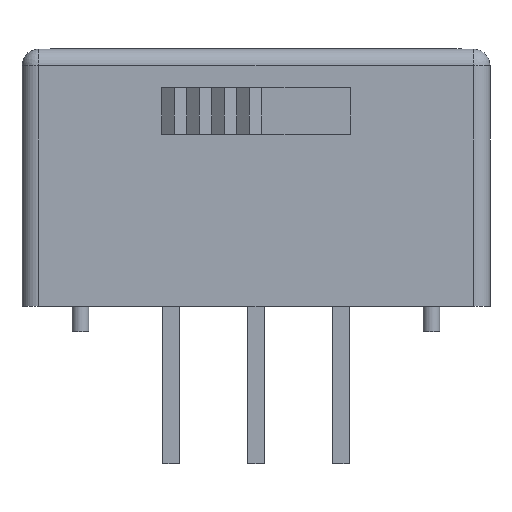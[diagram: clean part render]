
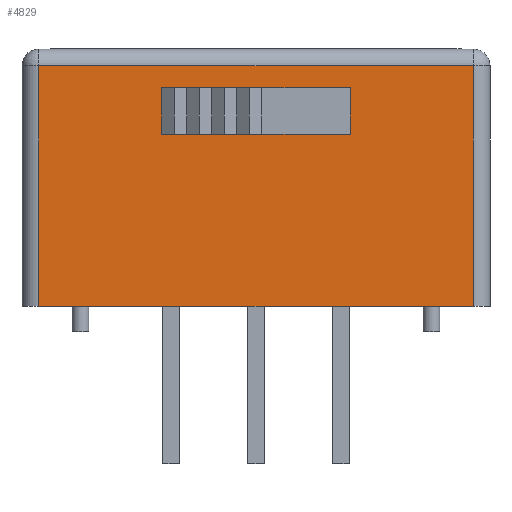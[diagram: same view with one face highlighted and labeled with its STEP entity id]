
A CAD part, front view. The second image highlights one B-rep face of the part: STEP entity #4829.
In plain terms, the highlighted planar face has unit normal (0, -1, 0).
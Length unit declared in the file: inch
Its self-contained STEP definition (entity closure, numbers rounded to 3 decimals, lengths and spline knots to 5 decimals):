
#1047=CARTESIAN_POINT('',(-0.11122,-0.25197,0.25787));
#1048=VERTEX_POINT('',#1047);
#1049=CARTESIAN_POINT('',(0.00689,-0.25197,0.25787));
#1050=VERTEX_POINT('',#1049);
#1051=CARTESIAN_POINT('',(-0.11122,-0.25197,0.25787));
#1052=DIRECTION('',(1.0,0.0,0.0));
#1053=VECTOR('',#1052,0.11811);
#1054=LINE('',#1051,#1053);
#1055=EDGE_CURVE('',#1048,#1050,#1054,.T.);
#1143=CARTESIAN_POINT('',(-0.11122,-0.25197,0.20276));
#1144=VERTEX_POINT('',#1143);
#1145=CARTESIAN_POINT('',(-0.11122,-0.25197,0.20276));
#1146=DIRECTION('',(0.0,0.0,1.0));
#1147=VECTOR('',#1146,0.05512);
#1148=LINE('',#1145,#1147);
#1149=EDGE_CURVE('',#1144,#1048,#1148,.T.);
#1314=CARTESIAN_POINT('',(0.00689,-0.25197,0.20276));
#1315=VERTEX_POINT('',#1314);
#1316=CARTESIAN_POINT('',(0.00689,-0.25197,0.20276));
#1317=DIRECTION('',(-1.0,0.0,0.0));
#1318=VECTOR('',#1317,0.11811);
#1319=LINE('',#1316,#1318);
#1320=EDGE_CURVE('',#1315,#1144,#1319,.T.);
#2430=CARTESIAN_POINT('',(0.11122,-0.25197,0.20276));
#2431=VERTEX_POINT('',#2430);
#2432=CARTESIAN_POINT('',(0.11122,-0.25197,0.20276));
#2433=DIRECTION('',(-1.0,0.0,0.0));
#2434=VECTOR('',#2433,0.10433);
#2435=LINE('',#2432,#2434);
#2436=EDGE_CURVE('',#2431,#1315,#2435,.T.);
#3756=CARTESIAN_POINT('',(0.11122,-0.25197,0.25787));
#3757=VERTEX_POINT('',#3756);
#3758=CARTESIAN_POINT('',(0.11122,-0.25197,0.25787));
#3759=DIRECTION('',(0.0,0.0,-1.0));
#3760=VECTOR('',#3759,0.05512);
#3761=LINE('',#3758,#3760);
#3762=EDGE_CURVE('',#3757,#2431,#3761,.T.);
#3794=CARTESIAN_POINT('',(0.00689,-0.25197,0.25787));
#3795=DIRECTION('',(1.0,0.0,0.0));
#3796=VECTOR('',#3795,0.10433);
#3797=LINE('',#3794,#3796);
#3798=EDGE_CURVE('',#1050,#3757,#3797,.T.);
#3978=CARTESIAN_POINT('',(0.25591,-0.25197,0.28346));
#3979=VERTEX_POINT('',#3978);
#3995=CARTESIAN_POINT('',(-0.25591,-0.25197,0.28346));
#3996=VERTEX_POINT('',#3995);
#4004=CARTESIAN_POINT('',(-0.25591,-0.25197,0.28346));
#4005=DIRECTION('',(1.0,0.0,0.0));
#4006=VECTOR('',#4005,0.51181);
#4007=LINE('',#4004,#4006);
#4008=EDGE_CURVE('',#3996,#3979,#4007,.T.);
#4125=CARTESIAN_POINT('',(0.25591,-0.25197,0.0));
#4126=VERTEX_POINT('',#4125);
#4127=CARTESIAN_POINT('',(0.25591,-0.25197,0.0));
#4128=DIRECTION('',(0.0,0.0,1.0));
#4129=VECTOR('',#4128,0.28346);
#4130=LINE('',#4127,#4129);
#4131=EDGE_CURVE('',#4126,#3979,#4130,.T.);
#4165=CARTESIAN_POINT('',(-0.25591,-0.25197,0.0));
#4166=VERTEX_POINT('',#4165);
#4174=CARTESIAN_POINT('',(-0.25591,-0.25197,0.0));
#4175=DIRECTION('',(0.0,0.0,1.0));
#4176=VECTOR('',#4175,0.28346);
#4177=LINE('',#4174,#4176);
#4178=EDGE_CURVE('',#4166,#3996,#4177,.T.);
#4805=CARTESIAN_POINT('',(-0.2815,-0.25197,0.29764));
#4806=DIRECTION('',(0.0,-1.0,0.0));
#4807=DIRECTION('',(0.0,0.0,-1.0));
#4808=AXIS2_PLACEMENT_3D('',#4805,#4806,#4807);
#4809=PLANE('',#4808);
#4810=CARTESIAN_POINT('',(0.25591,-0.25197,0.0));
#4811=DIRECTION('',(-1.0,0.0,0.0));
#4812=VECTOR('',#4811,0.51181);
#4813=LINE('',#4810,#4812);
#4814=EDGE_CURVE('',#4126,#4166,#4813,.T.);
#4815=ORIENTED_EDGE('',*,*,#4814,.F.);
#4816=ORIENTED_EDGE('',*,*,#4131,.T.);
#4817=ORIENTED_EDGE('',*,*,#4008,.F.);
#4818=ORIENTED_EDGE('',*,*,#4178,.F.);
#4819=EDGE_LOOP('',(#4815,#4816,#4817,#4818));
#4820=FACE_OUTER_BOUND('',#4819,.T.);
#4821=ORIENTED_EDGE('',*,*,#1149,.T.);
#4822=ORIENTED_EDGE('',*,*,#1055,.T.);
#4823=ORIENTED_EDGE('',*,*,#3798,.T.);
#4824=ORIENTED_EDGE('',*,*,#3762,.T.);
#4825=ORIENTED_EDGE('',*,*,#2436,.T.);
#4826=ORIENTED_EDGE('',*,*,#1320,.T.);
#4827=EDGE_LOOP('',(#4821,#4822,#4823,#4824,#4825,#4826));
#4828=FACE_BOUND('',#4827,.T.);
#4829=ADVANCED_FACE('',(#4820,#4828),#4809,.T.);
